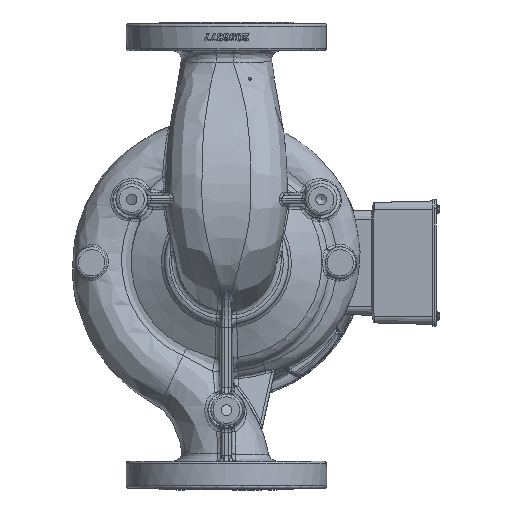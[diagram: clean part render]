
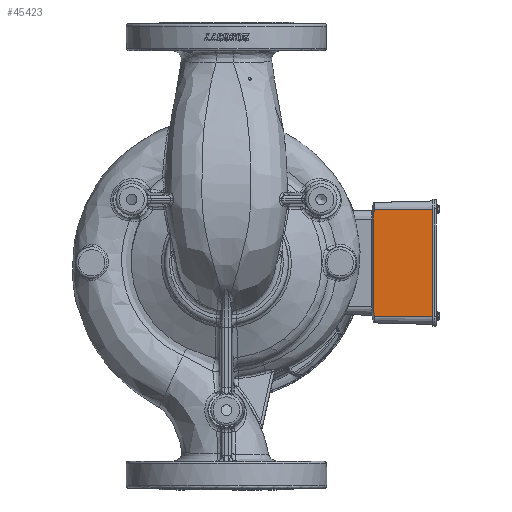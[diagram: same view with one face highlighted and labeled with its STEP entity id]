
A CAD part, front view. The second image highlights one B-rep face of the part: STEP entity #45423.
In plain terms, the highlighted planar face has unit normal (-0.026, -1, 0).
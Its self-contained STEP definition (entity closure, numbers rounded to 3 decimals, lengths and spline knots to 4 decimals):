
#3692=PLANE('',#49425);
#6051=LINE('',#153894,#8474);
#6063=LINE('',#153988,#8486);
#6064=LINE('',#154007,#8487);
#6065=LINE('',#154013,#8488);
#8474=VECTOR('',#59502,39.3701);
#8486=VECTOR('',#59538,39.3701);
#8487=VECTOR('',#59541,39.3701);
#8488=VECTOR('',#59542,39.3701);
#11426=FACE_OUTER_BOUND('',#13959,.T.);
#13959=EDGE_LOOP('',(#39593,#39594,#39595,#39596,#39597,#39598));
#16245=(
BOUNDED_CURVE()
B_SPLINE_CURVE(2,(#154009,#154010,#154011),.UNSPECIFIED.,.F.,.F.)
B_SPLINE_CURVE_WITH_KNOTS((3,3),(15.943,23.4848),
 .UNSPECIFIED.)
CURVE()
GEOMETRIC_REPRESENTATION_ITEM()
RATIONAL_B_SPLINE_CURVE((7.782,8.562,8.562))
REPRESENTATION_ITEM('')
);
#16246=(
BOUNDED_CURVE()
B_SPLINE_CURVE(2,(#154014,#154015,#154016,#154017),.UNSPECIFIED.,.F.,.F.)
B_SPLINE_CURVE_WITH_KNOTS((3,1,3),(23.4848,24.0956,31.0266),
 .UNSPECIFIED.)
CURVE()
GEOMETRIC_REPRESENTATION_ITEM()
RATIONAL_B_SPLINE_CURVE((8.562,8.562,8.498,
7.782))
REPRESENTATION_ITEM('')
);
#20547=VERTEX_POINT('',#153891);
#20548=VERTEX_POINT('',#153893);
#20565=VERTEX_POINT('',#153987);
#20566=VERTEX_POINT('',#154006);
#20567=VERTEX_POINT('',#154008);
#20568=VERTEX_POINT('',#154012);
#27298=EDGE_CURVE('',#20548,#20547,#6051,.T.);
#27322=EDGE_CURVE('',#20565,#20547,#6063,.T.);
#27324=EDGE_CURVE('',#20566,#20548,#6064,.T.);
#27325=EDGE_CURVE('',#20565,#20567,#16245,.T.);
#27326=EDGE_CURVE('',#20567,#20568,#6065,.T.);
#27327=EDGE_CURVE('',#20568,#20566,#16246,.T.);
#39593=ORIENTED_EDGE('',*,*,#27324,.T.);
#39594=ORIENTED_EDGE('',*,*,#27298,.T.);
#39595=ORIENTED_EDGE('',*,*,#27322,.F.);
#39596=ORIENTED_EDGE('',*,*,#27325,.T.);
#39597=ORIENTED_EDGE('',*,*,#27326,.T.);
#39598=ORIENTED_EDGE('',*,*,#27327,.T.);
#45423=ADVANCED_FACE('',(#11426),#3692,.T.);
#49425=AXIS2_PLACEMENT_3D('',#154005,#59539,#59540);
#59502=DIRECTION('',(0.,0.,1.));
#59538=DIRECTION('',(1.,-0.026,0.));
#59539=DIRECTION('center_axis',(-0.026,-1.,
0.));
#59540=DIRECTION('ref_axis',(-1.,0.026,0.));
#59541=DIRECTION('',(1.,-0.026,0.));
#59542=DIRECTION('',(0.,0.,-1.));
#153891=CARTESIAN_POINT('',(7.7156,15.1736,2.));
#153893=CARTESIAN_POINT('',(7.7156,15.1736,-2.));
#153894=CARTESIAN_POINT('',(7.7156,15.1736,-2.));
#153987=CARTESIAN_POINT('',(5.527,15.2309,2.));
#153988=CARTESIAN_POINT('',(7.7472,15.1728,2.));
#154005=CARTESIAN_POINT('Origin',(7.7472,15.1728,-2.));
#154006=CARTESIAN_POINT('',(5.527,15.2309,-2.));
#154007=CARTESIAN_POINT('',(7.7472,15.1728,-2.));
#154008=CARTESIAN_POINT('',(5.4971,15.2317,1.63));
#154009=CARTESIAN_POINT('Ctrl Pts',(5.527,15.2309,2.));
#154010=CARTESIAN_POINT('Ctrl Pts',(5.4971,15.2317,1.7981));
#154011=CARTESIAN_POINT('Ctrl Pts',(5.4971,15.2317,1.63));
#154012=CARTESIAN_POINT('',(5.4971,15.2317,-1.63));
#154013=CARTESIAN_POINT('',(5.4971,15.2317,-2.));
#154014=CARTESIAN_POINT('Ctrl Pts',(5.4971,15.2317,-1.63));
#154015=CARTESIAN_POINT('Ctrl Pts',(5.4971,15.2317,-1.6436));
#154016=CARTESIAN_POINT('Ctrl Pts',(5.4993,15.2317,-1.8131));
#154017=CARTESIAN_POINT('Ctrl Pts',(5.527,15.2309,-2.));
